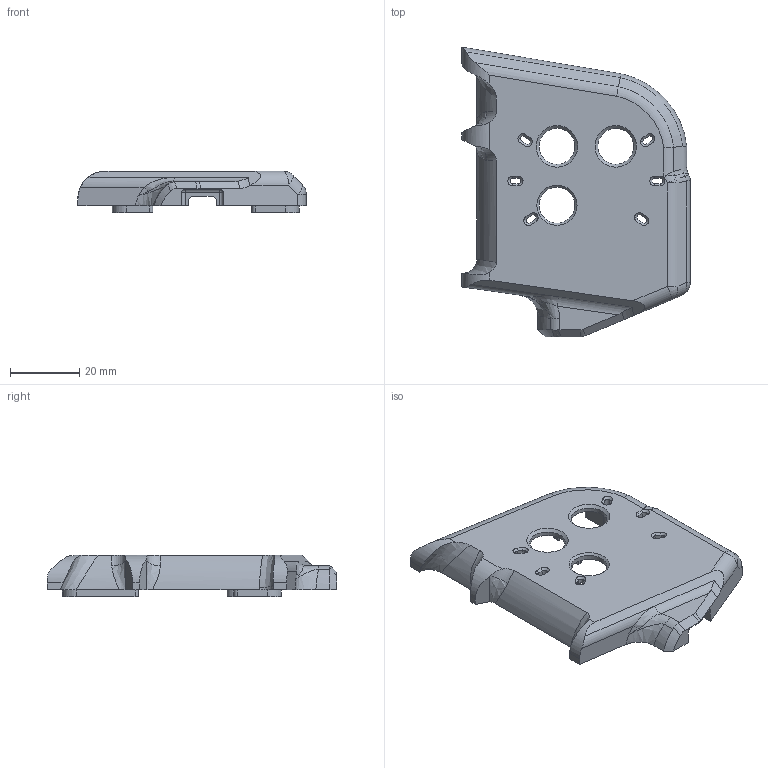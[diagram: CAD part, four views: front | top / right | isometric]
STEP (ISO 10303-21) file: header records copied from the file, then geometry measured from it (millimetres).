
FILE_DESCRIPTION(('HOOPS Exchange Step'),'2;1');
FILE_NAME('temp_export','2021-11-10T19:54:14+19:00',('poastoast'),('Shapr3D Limited'),'HOOPS Exchange 2021.1','Shapr3D','Authorized');
FILE_SCHEMA( ('AP203_CONFIGURATION_CONTROLLED_3D_DESIGN_OF_MECHANICAL_PARTS_AND_ASSEMBLIES_MIM_LF') );
Length unit declared in the file: millimetre
Products named in the file (2): 0; 58A0497D-AE65-4AF2-9D73-23F7F84B79D0.tmp
Assembly tree (1 placements, depth 2):
  58A0497D-AE65-4AF2-9D73-23F7F84B79D0.tmp
    0
Bounding box: 66 x 83.67 x 12 mm (x, y, z)
Volume: 17929.2 mm3; surface area: 12392.7 mm2
Topology: 1 solids, 1 shells, 412 faces, 1078 edges, 667 vertices
Faces by surface type: plane 171, cylinder 145, cone 56, bspline 20, torus 12, sphere 8
Full cylindrical faces by diameter (mm): 2 x2, 2.5 x4, 5.4 x2, 10.4 x3
Entity records: 18426 total; most frequent: CARTESIAN_POINT 8222, DIRECTION 2149, ORIENTED_EDGE 2138, EDGE_CURVE 1069, AXIS2_PLACEMENT_3D 780, VERTEX_POINT 667, VECTOR 589, LINE 589
